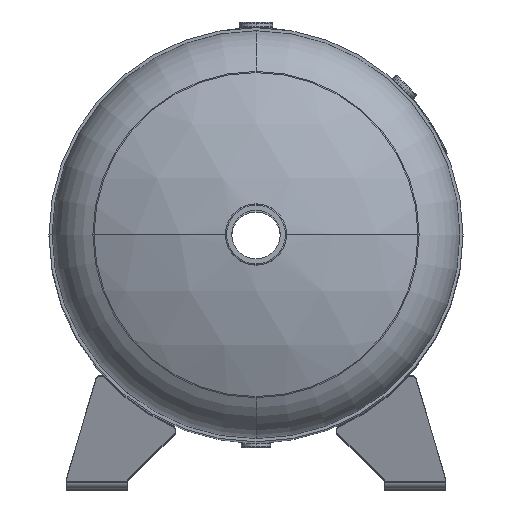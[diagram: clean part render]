
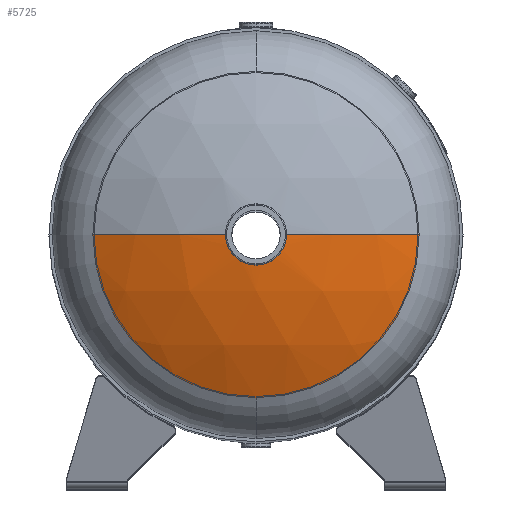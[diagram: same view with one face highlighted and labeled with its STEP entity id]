
A CAD part, top view. The second image highlights one B-rep face of the part: STEP entity #5725.
In plain terms, the highlighted spherical face has radius 457.2 mm.
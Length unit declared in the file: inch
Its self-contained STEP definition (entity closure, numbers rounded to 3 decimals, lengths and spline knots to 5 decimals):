
#695 = AXIS2_PLACEMENT_3D ( 'NONE', #5070, #5071, #5072 ) ;
#811 = CIRCLE ( 'NONE', #695, 8. ) ;
#813 = CIRCLE ( 'NONE', #815, 18. ) ;
#814 = CIRCLE ( 'NONE', #817, 18. ) ;
#815 = AXIS2_PLACEMENT_3D ( 'NONE', #5064, #5065, #5066 ) ;
#817 = AXIS2_PLACEMENT_3D ( 'NONE', #5067, #5068, #5069 ) ;
#3486 = ORIENTED_EDGE ( 'NONE', *, *, #5591, .F. ) ;
#3893 = ORIENTED_EDGE ( 'NONE', *, *, #5589, .T. ) ;
#3894 = ORIENTED_EDGE ( 'NONE', *, *, #5590, .F. ) ;
#3895 = ORIENTED_EDGE ( 'NONE', *, *, #5604, .F. ) ;
#3896 = ORIENTED_EDGE ( 'NONE', *, *, #5588, .F. ) ;
#5064 = CARTESIAN_POINT ( 'NONE',  ( 0., 0., 6. ) ) ;
#5065 = DIRECTION ( 'NONE',  ( 0., 1., 0. ) ) ;
#5066 = DIRECTION ( 'NONE',  ( 0., 0., 1. ) ) ;
#5067 = CARTESIAN_POINT ( 'NONE',  ( 0., 0., 6. ) ) ;
#5068 = DIRECTION ( 'NONE',  ( 0., -1., 0. ) ) ;
#5069 = DIRECTION ( 'NONE',  ( 1., 0., 0. ) ) ;
#5070 = CARTESIAN_POINT ( 'NONE',  ( 0., 0., 22.12452 ) ) ;
#5071 = DIRECTION ( 'NONE',  ( 0., 0., -1. ) ) ;
#5072 = DIRECTION ( 'NONE',  ( 0., 1., 0. ) ) ;
#5073 = CARTESIAN_POINT ( 'NONE',  ( 0., 0., 23.93718 ) ) ;
#5074 = DIRECTION ( 'NONE',  ( 0., 0., 1. ) ) ;
#5075 = DIRECTION ( 'NONE',  ( -1., 0., 0. ) ) ;
#5115 = CARTESIAN_POINT ( 'NONE',  ( 0., 0., 22.12452 ) ) ;
#5116 = DIRECTION ( 'NONE',  ( 0., 0., -1. ) ) ;
#5117 = DIRECTION ( 'NONE',  ( 0., 1., 0. ) ) ;
#5588 = EDGE_CURVE ( 'NONE', #10063, #10059, #813, .T. ) ;
#5589 = EDGE_CURVE ( 'NONE', #10052, #10066, #814, .T. ) ;
#5590 = EDGE_CURVE ( 'NONE', #10050, #10066, #811, .T. ) ;
#5591 = EDGE_CURVE ( 'NONE', #10052, #10063, #7251, .T. ) ;
#5604 = EDGE_CURVE ( 'NONE', #10059, #10050, #7275, .T. ) ;
#5725 = ADVANCED_FACE ( 'NONE', ( #8607 ), #8609, .T. ) ;
#7220 = AXIS2_PLACEMENT_3D ( 'NONE', #8606, #8612, #8613 ) ;
#7251 = CIRCLE ( 'NONE', #7252, 1.5025 ) ;
#7252 = AXIS2_PLACEMENT_3D ( 'NONE', #5073, #5074, #5075 ) ;
#7275 = CIRCLE ( 'NONE', #7278, 8. ) ;
#7278 = AXIS2_PLACEMENT_3D ( 'NONE', #5115, #5116, #5117 ) ;
#8303 = CARTESIAN_POINT ( 'NONE',  ( 0., -8., 22.12452 ) ) ;
#8304 = CARTESIAN_POINT ( 'NONE',  ( -1.5025, 0., 23.93718 ) ) ;
#8309 = CARTESIAN_POINT ( 'NONE',  ( 8., 0., 22.12452 ) ) ;
#8313 = CARTESIAN_POINT ( 'NONE',  ( 1.5025, 0., 23.93718 ) ) ;
#8316 = CARTESIAN_POINT ( 'NONE',  ( -8., 0., 22.12452 ) ) ;
#8494 = EDGE_LOOP ( 'NONE', ( #3486, #3893, #3894, #3895, #3896 ) ) ;
#8606 = CARTESIAN_POINT ( 'NONE',  ( 0., 0., 6. ) ) ;
#8607 = FACE_OUTER_BOUND ( 'NONE', #8494, .T. ) ;
#8609 = SPHERICAL_SURFACE ( 'NONE', #7220, 18. ) ;
#8612 = DIRECTION ( 'NONE',  ( 0., -1., 0. ) ) ;
#8613 = DIRECTION ( 'NONE',  ( 1., 0., 0. ) ) ;
#10050 = VERTEX_POINT ( 'NONE', #8303 ) ;
#10052 = VERTEX_POINT ( 'NONE', #8304 ) ;
#10059 = VERTEX_POINT ( 'NONE', #8309 ) ;
#10063 = VERTEX_POINT ( 'NONE', #8313 ) ;
#10066 = VERTEX_POINT ( 'NONE', #8316 ) ;
